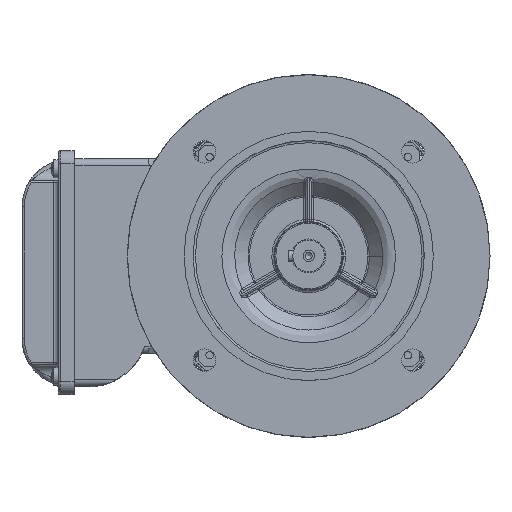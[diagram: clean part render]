
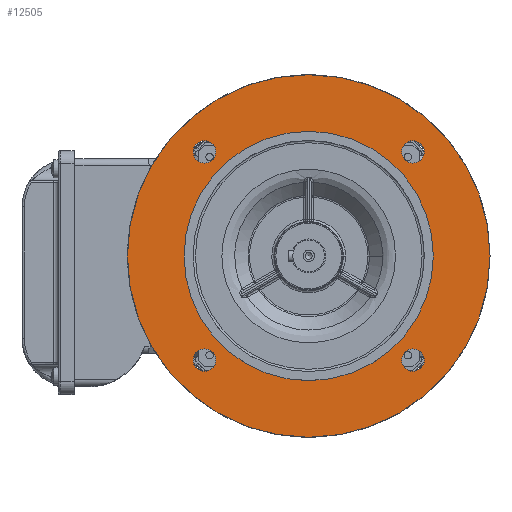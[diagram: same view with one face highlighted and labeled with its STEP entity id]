
A CAD part, top view. The second image highlights one B-rep face of the part: STEP entity #12505.
In plain terms, the highlighted planar face has unit normal (0, 0, 1).
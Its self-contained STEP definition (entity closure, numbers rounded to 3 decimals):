
#6087=FACE_BOUND('',#19625,.T.);
#6088=FACE_BOUND('',#19626,.T.);
#6089=FACE_BOUND('',#19627,.T.);
#6090=FACE_BOUND('',#19628,.T.);
#6091=FACE_BOUND('',#19629,.T.);
#6092=FACE_BOUND('',#19630,.T.);
#7446=CIRCLE('',#57091,5.);
#7515=CIRCLE('',#57190,5.);
#7580=CIRCLE('',#57290,5.);
#7686=CIRCLE('',#57440,5.);
#7687=CIRCLE('',#57442,80.);
#7707=CIRCLE('',#57501,55.);
#12505=ADVANCED_FACE('',(#6087,#6088,#6089,#6090,#6091,#6092),#13963,.T.);
#13963=PLANE('',#57503);
#19625=EDGE_LOOP('',(#33183));
#19626=EDGE_LOOP('',(#33184));
#19627=EDGE_LOOP('',(#33185));
#19628=EDGE_LOOP('',(#33186));
#19629=EDGE_LOOP('',(#33187));
#19630=EDGE_LOOP('',(#33188));
#33183=ORIENTED_EDGE('',*,*,#45971,.F.);
#33184=ORIENTED_EDGE('',*,*,#46365,.F.);
#33185=ORIENTED_EDGE('',*,*,#46366,.T.);
#33186=ORIENTED_EDGE('',*,*,#46453,.F.);
#33187=ORIENTED_EDGE('',*,*,#46119,.F.);
#33188=ORIENTED_EDGE('',*,*,#45816,.F.);
#38896=VERTEX_POINT('',#103234);
#38993=VERTEX_POINT('',#104399);
#39091=VERTEX_POINT('',#105307);
#39233=VERTEX_POINT('',#107208);
#39234=VERTEX_POINT('',#107211);
#39278=VERTEX_POINT('',#107902);
#45816=EDGE_CURVE('',#38896,#38896,#7446,.T.);
#45971=EDGE_CURVE('',#38993,#38993,#7515,.T.);
#46119=EDGE_CURVE('',#39091,#39091,#7580,.T.);
#46365=EDGE_CURVE('',#39233,#39233,#7686,.T.);
#46366=EDGE_CURVE('',#39234,#39234,#7687,.T.);
#46453=EDGE_CURVE('',#39278,#39278,#7707,.T.);
#57091=AXIS2_PLACEMENT_3D('',#103233,#67182,#67183);
#57190=AXIS2_PLACEMENT_3D('',#104398,#67419,#67420);
#57290=AXIS2_PLACEMENT_3D('',#105306,#67662,#67663);
#57440=AXIS2_PLACEMENT_3D('',#107207,#68022,#68023);
#57442=AXIS2_PLACEMENT_3D('',#107210,#68026,#68027);
#57501=AXIS2_PLACEMENT_3D('',#107901,#68173,#68174);
#57503=AXIS2_PLACEMENT_3D('',#107904,#68177,#68178);
#67182=DIRECTION('',(0.,0.,1.));
#67183=DIRECTION('',(1.,0.,0.));
#67419=DIRECTION('',(0.,0.,1.));
#67420=DIRECTION('',(1.,0.,0.));
#67662=DIRECTION('',(0.,0.,1.));
#67663=DIRECTION('',(1.,0.,0.));
#68022=DIRECTION('',(0.,0.,1.));
#68023=DIRECTION('',(1.,0.,0.));
#68026=DIRECTION('',(0.,0.,1.));
#68027=DIRECTION('',(1.,0.,0.));
#68173=DIRECTION('',(0.,0.,1.));
#68174=DIRECTION('',(-1.,0.,0.));
#68177=DIRECTION('',(0.,0.,1.));
#68178=DIRECTION('',(1.,0.,0.));
#103233=CARTESIAN_POINT('',(-45.733,47.996,45.));
#103234=CARTESIAN_POINT('',(-40.733,47.996,45.));
#104398=CARTESIAN_POINT('',(46.19,-43.928,45.));
#104399=CARTESIAN_POINT('',(51.19,-43.928,45.));
#105306=CARTESIAN_POINT('',(46.19,47.996,45.));
#105307=CARTESIAN_POINT('',(51.19,47.996,45.));
#107207=CARTESIAN_POINT('',(-45.733,-43.928,45.));
#107208=CARTESIAN_POINT('',(-40.733,-43.928,45.));
#107210=CARTESIAN_POINT('',(0.229,2.034,45.));
#107211=CARTESIAN_POINT('',(80.229,2.034,45.));
#107901=CARTESIAN_POINT('',(0.229,2.034,45.));
#107902=CARTESIAN_POINT('',(-54.771,2.034,45.));
#107904=CARTESIAN_POINT('',(0.229,2.034,45.));
